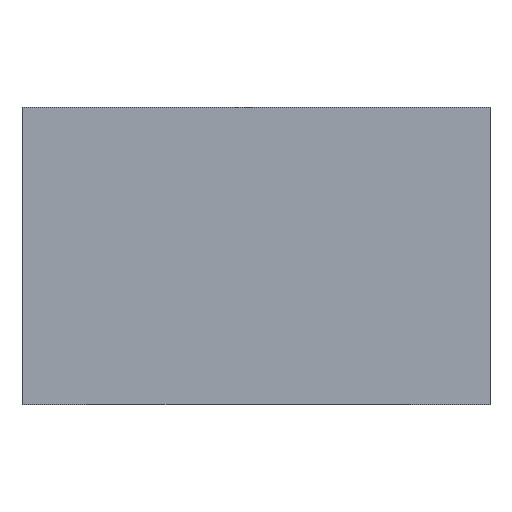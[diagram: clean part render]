
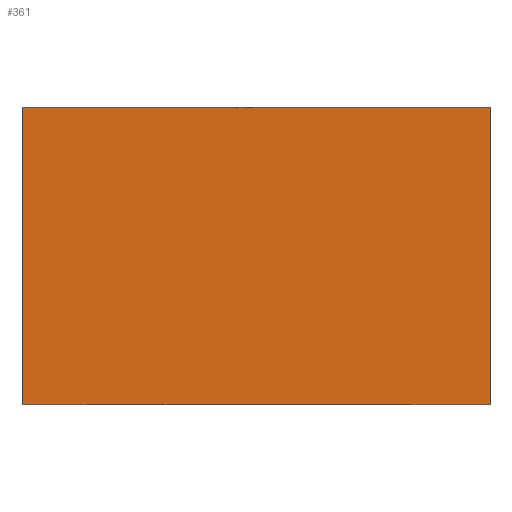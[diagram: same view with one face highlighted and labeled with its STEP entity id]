
A CAD part, top view. The second image highlights one B-rep face of the part: STEP entity #361.
In plain terms, the highlighted planar face has unit normal (0, 0, 1).
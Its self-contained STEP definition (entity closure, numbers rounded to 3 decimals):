
#3 = CARTESIAN_POINT ( 'NONE',  ( 32.5, 40., 32.5 ) ) ;
#17 = DIRECTION ( 'NONE',  ( -1., 0., 0. ) ) ;
#40 = DIRECTION ( 'NONE',  ( 0., 1., 0. ) ) ;
#94 = EDGE_CURVE ( 'NONE', #767, #254, #943, .T. ) ;
#108 = ORIENTED_EDGE ( 'NONE', *, *, #237, .F. ) ;
#110 = VECTOR ( 'NONE', #664, 1000. ) ;
#165 = FACE_OUTER_BOUND ( 'NONE', #527, .T. ) ;
#166 = ORIENTED_EDGE ( 'NONE', *, *, #789, .T. ) ;
#173 = CARTESIAN_POINT ( 'NONE',  ( -30.5, 0., 32.5 ) ) ;
#214 = CARTESIAN_POINT ( 'NONE',  ( 32.5, 40., 32.5 ) ) ;
#217 = CARTESIAN_POINT ( 'NONE',  ( -32.5, 40., 32.5 ) ) ;
#237 = EDGE_CURVE ( 'NONE', #254, #387, #658, .T. ) ;
#254 = VERTEX_POINT ( 'NONE', #3 ) ;
#288 = DIRECTION ( 'NONE',  ( 0., -1., 0. ) ) ;
#295 = LINE ( 'NONE', #594, #785 ) ;
#331 = VERTEX_POINT ( 'NONE', #173 ) ;
#340 = CARTESIAN_POINT ( 'NONE',  ( 32.5, 0., 32.5 ) ) ;
#361 = ADVANCED_FACE ( 'NONE', ( #165 ), #385, .F. ) ;
#370 = DIRECTION ( 'NONE',  ( 0., 0., -1. ) ) ;
#380 = ORIENTED_EDGE ( 'NONE', *, *, #926, .F. ) ;
#385 = PLANE ( 'NONE',  #804 ) ;
#387 = VERTEX_POINT ( 'NONE', #340 ) ;
#467 = ORIENTED_EDGE ( 'NONE', *, *, #94, .F. ) ;
#477 = LINE ( 'NONE', #925, #694 ) ;
#527 = EDGE_LOOP ( 'NONE', ( #467, #380, #166, #108 ) ) ;
#539 = CARTESIAN_POINT ( 'NONE',  ( -32.5, 40., 32.5 ) ) ;
#574 = VECTOR ( 'NONE', #288, 1000. ) ;
#594 = CARTESIAN_POINT ( 'NONE',  ( -32.5, 0., 32.5 ) ) ;
#658 = LINE ( 'NONE', #214, #574 ) ;
#664 = DIRECTION ( 'NONE',  ( 1., 0., 0. ) ) ;
#694 = VECTOR ( 'NONE', #40, 1000. ) ;
#767 = VERTEX_POINT ( 'NONE', #939 ) ;
#785 = VECTOR ( 'NONE', #894, 1000. ) ;
#789 = EDGE_CURVE ( 'NONE', #331, #387, #295, .T. ) ;
#804 = AXIS2_PLACEMENT_3D ( 'NONE', #539, #370, #17 ) ;
#894 = DIRECTION ( 'NONE',  ( 1., 0., 0. ) ) ;
#925 = CARTESIAN_POINT ( 'NONE',  ( -30.5, 0., 32.5 ) ) ;
#926 = EDGE_CURVE ( 'NONE', #331, #767, #477, .T. ) ;
#939 = CARTESIAN_POINT ( 'NONE',  ( -30.5, 40., 32.5 ) ) ;
#943 = LINE ( 'NONE', #217, #110 ) ;
